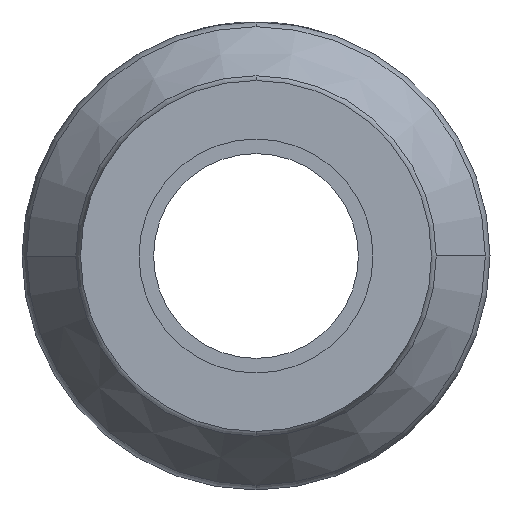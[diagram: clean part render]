
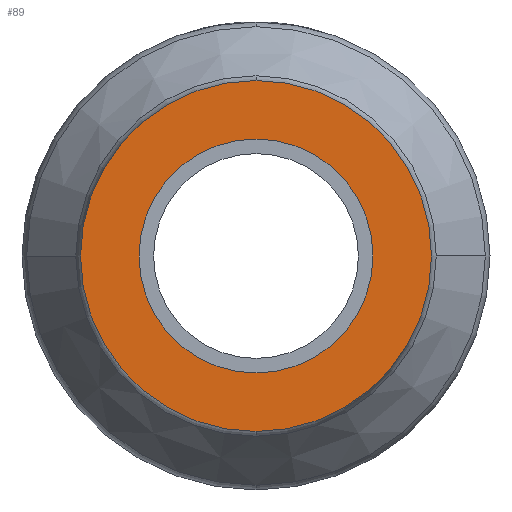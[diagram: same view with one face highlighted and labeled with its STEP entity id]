
A CAD part, left-side view. The second image highlights one B-rep face of the part: STEP entity #89.
In plain terms, the highlighted planar face has unit normal (-1, 0, 0).
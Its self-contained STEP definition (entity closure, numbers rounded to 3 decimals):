
#89=ADVANCED_FACE('',(#195,#196),#197,.F.);
#195=FACE_BOUND('',#315,.T.);
#196=FACE_OUTER_BOUND('',#316,.T.);
#197=PLANE('',#317);
#315=EDGE_LOOP('',(#679,#680));
#316=EDGE_LOOP('',(#681,#682));
#317=AXIS2_PLACEMENT_3D('',#683,#684,#685);
#679=ORIENTED_EDGE('',*,*,#818,.T.);
#680=ORIENTED_EDGE('',*,*,#895,.T.);
#681=ORIENTED_EDGE('',*,*,#814,.F.);
#682=ORIENTED_EDGE('',*,*,#898,.F.);
#683=CARTESIAN_POINT('',(-21.9,0.,0.0));
#684=DIRECTION('',(1.0,0.,0.0));
#685=DIRECTION('',(0.0,0.0,-1.0));
#814=EDGE_CURVE('',#980,#983,#984,.T.);
#818=EDGE_CURVE('',#990,#987,#991,.T.);
#895=EDGE_CURVE('',#987,#990,#1117,.T.);
#898=EDGE_CURVE('',#983,#980,#1120,.T.);
#980=VERTEX_POINT('',#1280);
#983=VERTEX_POINT('',#1284);
#984=CIRCLE('',#1285,6.0);
#987=VERTEX_POINT('',#1289);
#990=VERTEX_POINT('',#1293);
#991=CIRCLE('',#1294,4.0);
#1117=CIRCLE('',#1472,4.0);
#1120=CIRCLE('',#1475,6.0);
#1280=CARTESIAN_POINT('',(-21.9,6.,0.0));
#1284=CARTESIAN_POINT('',(-21.9,-6.0,0.));
#1285=AXIS2_PLACEMENT_3D('',#1576,#1577,#1578);
#1289=CARTESIAN_POINT('',(-21.9,0.,-4.0));
#1293=CARTESIAN_POINT('',(-21.9,0.,4.0));
#1294=AXIS2_PLACEMENT_3D('',#1584,#1585,#1586);
#1472=AXIS2_PLACEMENT_3D('',#1711,#1712,#1713);
#1475=AXIS2_PLACEMENT_3D('',#1720,#1721,#1722);
#1576=CARTESIAN_POINT('',(-21.9,0.,0.0));
#1577=DIRECTION('',(1.0,0.,0.0));
#1578=DIRECTION('',(0.,1.0,0.0));
#1584=CARTESIAN_POINT('',(-21.9,0.,0.0));
#1585=DIRECTION('',(1.0,0.,0.0));
#1586=DIRECTION('',(0.0,0.0,-1.0));
#1711=CARTESIAN_POINT('',(-21.9,0.,0.0));
#1712=DIRECTION('',(1.0,0.,0.0));
#1713=DIRECTION('',(0.0,0.0,-1.0));
#1720=CARTESIAN_POINT('',(-21.9,0.,0.0));
#1721=DIRECTION('',(1.0,0.,0.0));
#1722=DIRECTION('',(0.,1.0,0.0));
